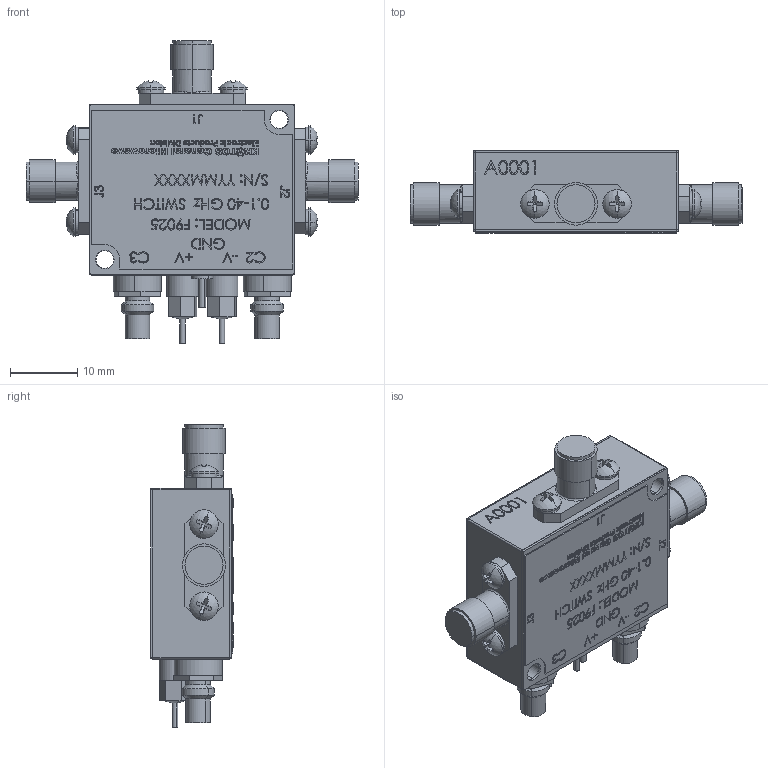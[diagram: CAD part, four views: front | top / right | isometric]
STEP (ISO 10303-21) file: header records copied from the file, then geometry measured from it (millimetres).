
FILE_DESCRIPTION (( 'STEP AP214' ), '1' );
FILE_NAME ('F9025_3D.STEP', '2025-09-08T06:17:23', ( '' ), ( '' ), 'SwSTEP 2.0', 'SolidWorks 2024', '' );
FILE_SCHEMA (( 'AUTOMOTIVE_DESIGN' ));
Length unit declared in the file: inch
Products named in the file (11): Copy of 06592-P3^F9025_3D; Copy of 12986-p2^F9025_3D; Copy of 214501901^F9025_3D; Copy of I-464027^F9025_3D_I-464027-P2; Copy of 20539401^F9025_3D; F9025_3D; Copy of 234459901^F9025_3D; Copy of SEMS SCREW 2-56 PAN HEAD^F9025_3D_I-482221-1; Copy of 12985-P1^F9025_3D; Copy of 12974-p1^F9025_3D; Copy of I-328248^F9025_3D
Assembly tree (22 placements, depth 2):
  F9025_3D
    Copy of 20539401^F9025_3D
    Copy of I-328248^F9025_3D  x3
    Copy of 12986-p2^F9025_3D  x2
    Copy of 06592-P3^F9025_3D  x2
    Copy of 12974-p1^F9025_3D  x2
    Copy of 214501901^F9025_3D  x2
    Copy of 234459901^F9025_3D
    Copy of SEMS SCREW 2-56 PAN HEAD^F9025_3D_I-482221-1  x6
    Copy of 12985-P1^F9025_3D
    Copy of I-464027^F9025_3D_I-464027-P2  x2
Bounding box: 49.38 x 12.23 x 45.01 mm (x, y, z)
Volume: 11103.7 mm3; surface area: 10759.3 mm2
Topology: 22 solids, 25 shells, 1979 faces, 5090 edges, 3353 vertices
Faces by surface type: plane 1061, bspline 558, cylinder 294, cone 42, torus 12, sphere 12
Entity records: 69382 total; most frequent: CARTESIAN_POINT 31671, ORIENTED_EDGE 8630, DIRECTION 5842, EDGE_CURVE 4315, VERTEX_POINT 2859, LINE 2842, VECTOR 2842, EDGE_LOOP 1838
